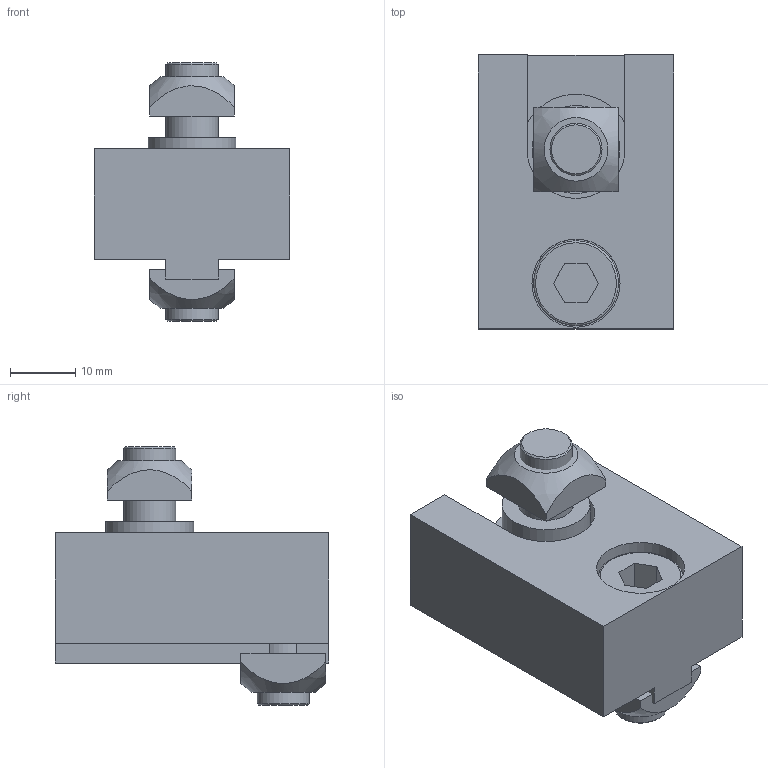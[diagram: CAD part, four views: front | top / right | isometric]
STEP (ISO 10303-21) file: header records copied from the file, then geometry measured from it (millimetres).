
FILE_DESCRIPTION(/* description */ ('STEP AP203'),/* implementation_level */ '2;1');
FILE_NAME(/* name */ 'FPR00.stp',/* time_stamp */ '2022-07-11T15:43:33+02:00',/* author */ (''),/* organization */ (''),/* preprocessor_version */ 'ST-DEVELOPER v18.1',/* originating_system */ 'Autodesk Inventor 2021',/* authorisation */ '');
FILE_SCHEMA (('AUTOMOTIVE_DESIGN { 1 0 10303 214 3 1 1 }'));
Length unit declared in the file: millimetre
Products named in the file (1): FPR00
Bounding box: 30 x 42 x 39.7 mm (x, y, z)
Volume: 19826.4 mm3; surface area: 11513.5 mm2
Topology: 6 solids, 6 shells, 76 faces, 172 edges, 114 vertices
Faces by surface type: plane 56, cylinder 14, bspline 2, cone 2, torus 2
Full cylindrical faces by diameter (mm): 6.8 x2, 8 x2, 8.5 x1, 9 x1, 13 x2, 13.5 x3, 17 x1
Entity records: 2340 total; most frequent: CARTESIAN_POINT 563, DIRECTION 352, ORIENTED_EDGE 344, EDGE_CURVE 172, LINE 118, VECTOR 118, AXIS2_PLACEMENT_3D 117, VERTEX_POINT 114
